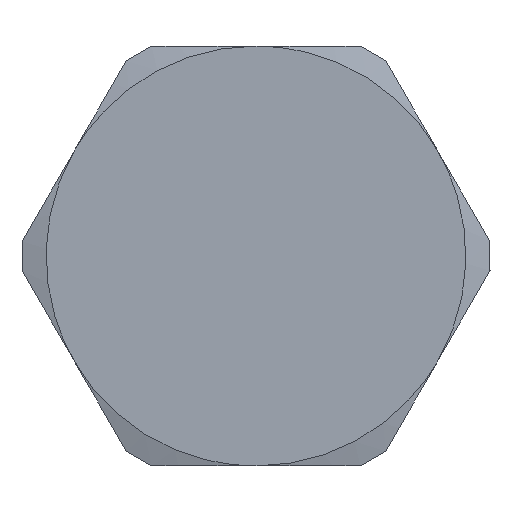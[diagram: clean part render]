
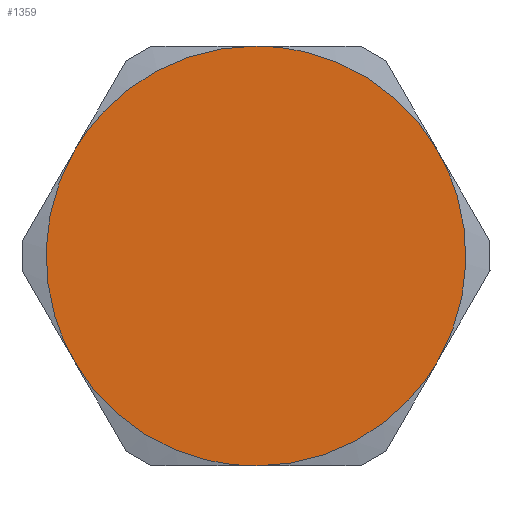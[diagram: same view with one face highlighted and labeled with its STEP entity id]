
A CAD part, front view. The second image highlights one B-rep face of the part: STEP entity #1359.
In plain terms, the highlighted free-form (B-spline) face has degree [1, 1] with [2, 2] control points.
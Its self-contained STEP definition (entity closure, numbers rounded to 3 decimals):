
#7 = VERTEX_POINT ( 'NONE', #1370 ) ;
#43 = CARTESIAN_POINT ( 'NONE',  ( -12., 0., -1.049 ) ) ;
#55 = CARTESIAN_POINT ( 'NONE',  ( -10.392, 0., 6. ) ) ;
#78 = CARTESIAN_POINT ( 'NONE',  ( -9.868, 0., -6.908 ) ) ;
#93 = CARTESIAN_POINT ( 'NONE',  ( -5.092, 0., -10.917 ) ) ;
#99 = VERTEX_POINT ( 'NONE', #420 ) ;
#102 = CARTESIAN_POINT ( 'NONE',  ( 12.144, 0., -12.144 ) ) ;
#105 = CARTESIAN_POINT ( 'NONE',  ( 2.093, 0., 11.863 ) ) ;
#144 = ORIENTED_EDGE ( 'NONE', *, *, #1341, .T. ) ;
#150 = CARTESIAN_POINT ( 'NONE',  ( 11.863, 0., -2.093 ) ) ;
#161 = CARTESIAN_POINT ( 'NONE',  ( 12., 0., 1.049 ) ) ;
#180 = CARTESIAN_POINT ( 'NONE',  ( 9.227, 0., -7.744 ) ) ;
#196 = CARTESIAN_POINT ( 'NONE',  ( -12.144, 0., 12.144 ) ) ;
#201 = EDGE_CURVE ( 'NONE', #393, #888, #1476, .T. ) ;
#209 = ORIENTED_EDGE ( 'NONE', *, *, #1396, .T. ) ;
#218 = CARTESIAN_POINT ( 'NONE',  ( -10.392, 0., -6. ) ) ;
#232 = CARTESIAN_POINT ( 'NONE',  ( 5.092, 0., 10.917 ) ) ;
#241 = CARTESIAN_POINT ( 'NONE',  ( -5.092, 0., 10.917 ) ) ;
#245 = B_SPLINE_SURFACE_WITH_KNOTS ( 'NONE', 1, 1, ( 
 ( #196, #1056 ),
 ( #1461, #102 ) ),
 .UNSPECIFIED., .F., .F., .F.,
 ( 2, 2 ),
 ( 2, 2 ),
 ( 0., 1. ),
 ( 0., 1. ),
 .UNSPECIFIED. ) ;
#253 = CARTESIAN_POINT ( 'NONE',  ( 0., 0., 12. ) ) ;
#256 = CARTESIAN_POINT ( 'NONE',  ( 0., 0., -12. ) ) ;
#267 = CARTESIAN_POINT ( 'NONE',  ( 11.32, 0., 4.119 ) ) ;
#268 = ORIENTED_EDGE ( 'NONE', *, *, #951, .T. ) ;
#290 = VERTEX_POINT ( 'NONE', #256 ) ;
#358 = CARTESIAN_POINT ( 'NONE',  ( 0., 0., -12. ) ) ;
#364 = CARTESIAN_POINT ( 'NONE',  ( 0., 0., 12. ) ) ;
#387 = B_SPLINE_CURVE_WITH_KNOTS ( 'NONE', 3,
 ( #1036, #1278, #529, #654, #542, #1040, #1405, #180, #1532, #1412 ),
 .UNSPECIFIED., .F., .F.,
 ( 4, 2, 2, 2, 4 ),
 ( 0., 0.262, 0.524, 0.785, 1.047 ),
 .UNSPECIFIED. ) ;
#393 = VERTEX_POINT ( 'NONE', #416 ) ;
#409 = B_SPLINE_CURVE_WITH_KNOTS ( 'NONE', 3,
 ( #481, #1368, #1504, #150, #750, #161, #1385, #267, #1375, #1124 ),
 .UNSPECIFIED., .F., .F.,
 ( 4, 2, 2, 2, 4 ),
 ( 0., 0.262, 0.524, 0.785, 1.047 ),
 .UNSPECIFIED. ) ;
#416 = CARTESIAN_POINT ( 'NONE',  ( 10.392, 0., 6. ) ) ;
#420 = CARTESIAN_POINT ( 'NONE',  ( 10.392, 0., -6. ) ) ;
#481 = CARTESIAN_POINT ( 'NONE',  ( 10.392, 0., -6. ) ) ;
#490 = CARTESIAN_POINT ( 'NONE',  ( -10.392, 0., 6. ) ) ;
#500 = B_SPLINE_CURVE_WITH_KNOTS ( 'NONE', 3,
 ( #55, #779, #534, #1516, #786, #43, #1430, #682, #935, #1191 ),
 .UNSPECIFIED., .F., .F.,
 ( 4, 2, 2, 2, 4 ),
 ( 0., 0.262, 0.524, 0.785, 1.047 ),
 .UNSPECIFIED. ) ;
#529 = CARTESIAN_POINT ( 'NONE',  ( 2.093, 0., -11.863 ) ) ;
#534 = CARTESIAN_POINT ( 'NONE',  ( -11.32, 0., 4.119 ) ) ;
#542 = CARTESIAN_POINT ( 'NONE',  ( 5.092, 0., -10.917 ) ) ;
#559 = CARTESIAN_POINT ( 'NONE',  ( 6.908, 0., 9.868 ) ) ;
#574 = CARTESIAN_POINT ( 'NONE',  ( 9.868, 0., 6.908 ) ) ;
#581 = CARTESIAN_POINT ( 'NONE',  ( -9.227, 0., -7.744 ) ) ;
#654 = CARTESIAN_POINT ( 'NONE',  ( 4.119, 0., -11.32 ) ) ;
#682 = CARTESIAN_POINT ( 'NONE',  ( -11.32, 0., -4.119 ) ) ;
#703 = CARTESIAN_POINT ( 'NONE',  ( 7.744, 0., 9.227 ) ) ;
#719 = B_SPLINE_CURVE_WITH_KNOTS ( 'NONE', 3,
 ( #253, #725, #1474, #731, #241, #854, #862, #984, #1228, #490 ),
 .UNSPECIFIED., .F., .F.,
 ( 4, 2, 2, 2, 4 ),
 ( 0., 0.262, 0.524, 0.785, 1.047 ),
 .UNSPECIFIED. ) ;
#725 = CARTESIAN_POINT ( 'NONE',  ( -1.049, 0., 12. ) ) ;
#731 = CARTESIAN_POINT ( 'NONE',  ( -4.119, 0., 11.32 ) ) ;
#750 = CARTESIAN_POINT ( 'NONE',  ( 12., 0., -1.049 ) ) ;
#779 = CARTESIAN_POINT ( 'NONE',  ( -10.917, 0., 5.092 ) ) ;
#786 = CARTESIAN_POINT ( 'NONE',  ( -12., 0., 1.049 ) ) ;
#823 = CARTESIAN_POINT ( 'NONE',  ( -6.908, 0., -9.868 ) ) ;
#830 = CARTESIAN_POINT ( 'NONE',  ( -4.119, 0., -11.32 ) ) ;
#837 = CARTESIAN_POINT ( 'NONE',  ( 4.119, 0., 11.32 ) ) ;
#854 = CARTESIAN_POINT ( 'NONE',  ( -6.908, 0., 9.868 ) ) ;
#862 = CARTESIAN_POINT ( 'NONE',  ( -7.744, 0., 9.227 ) ) ;
#888 = VERTEX_POINT ( 'NONE', #1593 ) ;
#935 = CARTESIAN_POINT ( 'NONE',  ( -10.917, 0., -5.092 ) ) ;
#951 = EDGE_CURVE ( 'NONE', #99, #393, #409, .T. ) ;
#984 = CARTESIAN_POINT ( 'NONE',  ( -9.227, 0., 7.744 ) ) ;
#1036 = CARTESIAN_POINT ( 'NONE',  ( 0., 0., -12. ) ) ;
#1040 = CARTESIAN_POINT ( 'NONE',  ( 6.908, 0., -9.868 ) ) ;
#1056 = CARTESIAN_POINT ( 'NONE',  ( 12.144, 0., 12.144 ) ) ;
#1069 = EDGE_CURVE ( 'NONE', #290, #99, #387, .T. ) ;
#1071 = CARTESIAN_POINT ( 'NONE',  ( 10.392, 0., 6. ) ) ;
#1075 = CARTESIAN_POINT ( 'NONE',  ( -7.744, 0., -9.227 ) ) ;
#1107 = EDGE_CURVE ( 'NONE', #7, #1157, #500, .T. ) ;
#1124 = CARTESIAN_POINT ( 'NONE',  ( 10.392, 0., 6. ) ) ;
#1125 = EDGE_LOOP ( 'NONE', ( #1129, #144, #1285, #268, #1168, #209 ) ) ;
#1129 = ORIENTED_EDGE ( 'NONE', *, *, #1107, .T. ) ;
#1157 = VERTEX_POINT ( 'NONE', #1296 ) ;
#1168 = ORIENTED_EDGE ( 'NONE', *, *, #201, .T. ) ;
#1191 = CARTESIAN_POINT ( 'NONE',  ( -10.392, 0., -6. ) ) ;
#1200 = CARTESIAN_POINT ( 'NONE',  ( -2.093, 0., -11.863 ) ) ;
#1228 = CARTESIAN_POINT ( 'NONE',  ( -9.868, 0., 6.908 ) ) ;
#1278 = CARTESIAN_POINT ( 'NONE',  ( 1.049, 0., -12. ) ) ;
#1285 = ORIENTED_EDGE ( 'NONE', *, *, #1069, .T. ) ;
#1296 = CARTESIAN_POINT ( 'NONE',  ( -10.392, 0., -6. ) ) ;
#1341 = EDGE_CURVE ( 'NONE', #1157, #290, #1364, .T. ) ;
#1359 = ADVANCED_FACE ( 'NONE', ( #1447 ), #245, .T. ) ;
#1364 = B_SPLINE_CURVE_WITH_KNOTS ( 'NONE', 3,
 ( #218, #78, #581, #1075, #823, #93, #830, #1200, #1452, #358 ),
 .UNSPECIFIED., .F., .F.,
 ( 4, 2, 2, 2, 4 ),
 ( 0., 0.262, 0.524, 0.785, 1.047 ),
 .UNSPECIFIED. ) ;
#1368 = CARTESIAN_POINT ( 'NONE',  ( 10.917, 0., -5.092 ) ) ;
#1370 = CARTESIAN_POINT ( 'NONE',  ( -10.392, 0., 6. ) ) ;
#1375 = CARTESIAN_POINT ( 'NONE',  ( 10.917, 0., 5.092 ) ) ;
#1385 = CARTESIAN_POINT ( 'NONE',  ( 11.863, 0., 2.093 ) ) ;
#1396 = EDGE_CURVE ( 'NONE', #888, #7, #719, .T. ) ;
#1405 = CARTESIAN_POINT ( 'NONE',  ( 7.744, 0., -9.227 ) ) ;
#1412 = CARTESIAN_POINT ( 'NONE',  ( 10.392, 0., -6. ) ) ;
#1430 = CARTESIAN_POINT ( 'NONE',  ( -11.863, 0., -2.093 ) ) ;
#1447 = FACE_OUTER_BOUND ( 'NONE', #1125, .T. ) ;
#1448 = CARTESIAN_POINT ( 'NONE',  ( 9.227, 0., 7.744 ) ) ;
#1452 = CARTESIAN_POINT ( 'NONE',  ( -1.049, 0., -12. ) ) ;
#1461 = CARTESIAN_POINT ( 'NONE',  ( -12.144, 0., -12.144 ) ) ;
#1474 = CARTESIAN_POINT ( 'NONE',  ( -2.093, 0., 11.863 ) ) ;
#1475 = CARTESIAN_POINT ( 'NONE',  ( 1.049, 0., 12. ) ) ;
#1476 = B_SPLINE_CURVE_WITH_KNOTS ( 'NONE', 3,
 ( #1071, #574, #1448, #703, #559, #232, #837, #105, #1475, #364 ),
 .UNSPECIFIED., .F., .F.,
 ( 4, 2, 2, 2, 4 ),
 ( 0., 0.262, 0.524, 0.785, 1.047 ),
 .UNSPECIFIED. ) ;
#1504 = CARTESIAN_POINT ( 'NONE',  ( 11.32, 0., -4.119 ) ) ;
#1516 = CARTESIAN_POINT ( 'NONE',  ( -11.863, 0., 2.093 ) ) ;
#1532 = CARTESIAN_POINT ( 'NONE',  ( 9.868, 0., -6.908 ) ) ;
#1593 = CARTESIAN_POINT ( 'NONE',  ( 0., 0., 12. ) ) ;
